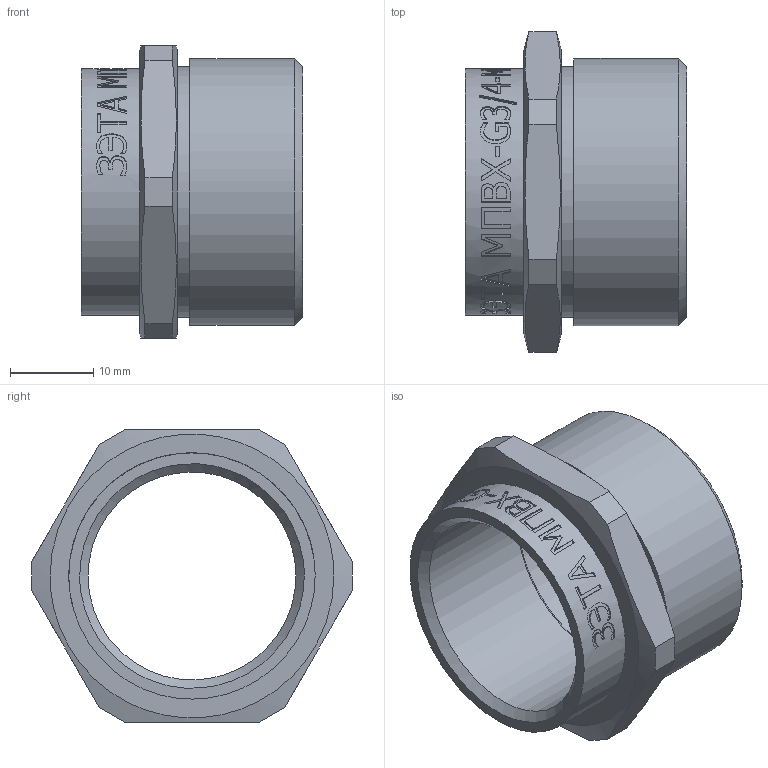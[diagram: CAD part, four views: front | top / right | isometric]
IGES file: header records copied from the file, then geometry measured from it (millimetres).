
Global section: file name: 45 MPVX-G3_4-M32; native system: Autodesk Inventor 2015; preprocessor: unknown; author: Борисов Е.В.,,11,0,; ; date: 20161002.102003; units: millimetre
Bounding box: 26.5 x 38.41 x 35 mm (x, y, z)
Volume: 7894.1 mm3; surface area: 5925.1 mm2
Topology: 1 solids, 1 shells, 298 faces, 827 edges, 555 vertices
Faces by surface type: bspline 298
